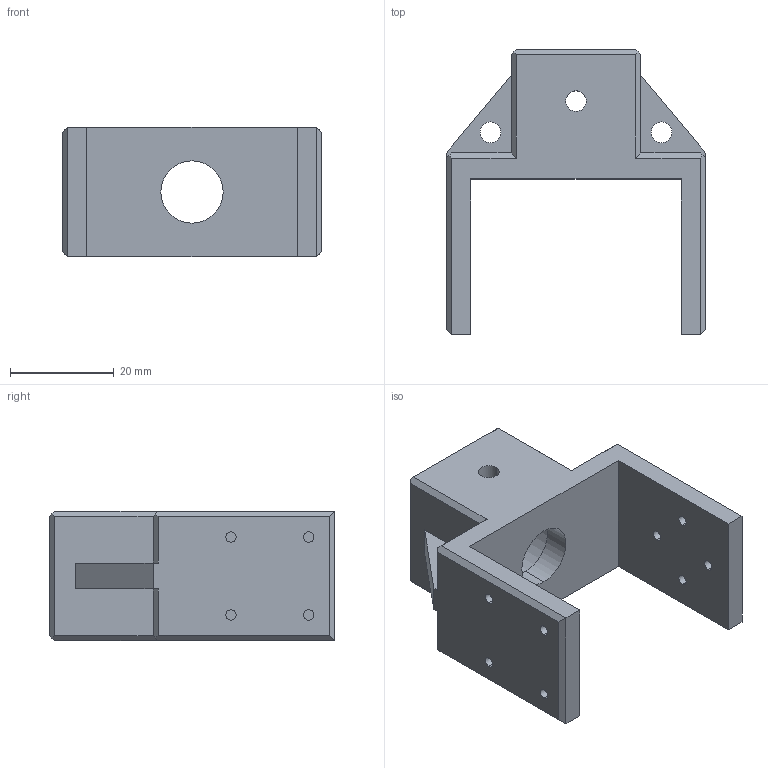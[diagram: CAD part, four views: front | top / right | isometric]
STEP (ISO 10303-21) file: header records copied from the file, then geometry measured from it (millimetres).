
FILE_DESCRIPTION (( 'STEP AP214' ), '1' );
FILE_NAME ('3_8_pipe_joint_small.STEP', '2017-10-18T03:06:15', ( '' ), ( '' ), 'SwSTEP 2.0', 'SolidWorks 2013', '' );
FILE_SCHEMA (( 'AUTOMOTIVE_DESIGN' ));
Length unit declared in the file: millimetre
Products named in the file (1): 3_8_pipe_joint_small
Bounding box: 50 x 55 x 25 mm (x, y, z)
Volume: 20542.5 mm3; surface area: 10237.3 mm2
Topology: 1 solids, 1 shells, 73 faces, 208 edges, 136 vertices
Faces by surface type: plane 45, cylinder 28
Entity records: 2556 total; most frequent: CARTESIAN_POINT 534, ORIENTED_EDGE 416, DIRECTION 400, EDGE_CURVE 208, LINE 148, VECTOR 148, VERTEX_POINT 136, AXIS2_PLACEMENT_3D 126
